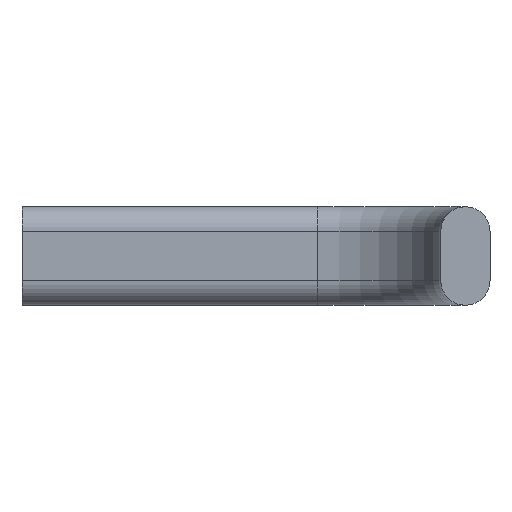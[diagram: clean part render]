
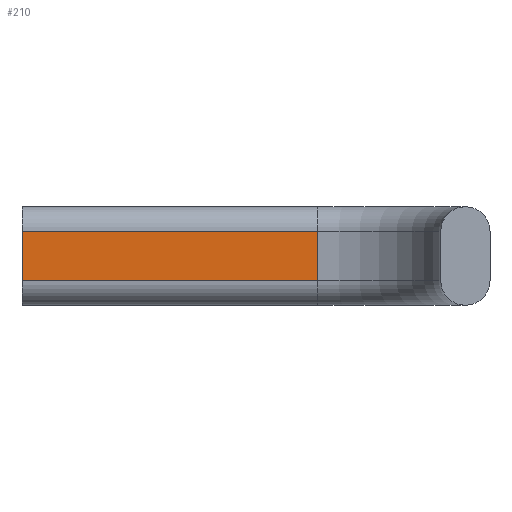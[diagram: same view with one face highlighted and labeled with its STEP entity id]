
A CAD part, front view. The second image highlights one B-rep face of the part: STEP entity #210.
In plain terms, the highlighted planar face has unit normal (0, -1, 0).
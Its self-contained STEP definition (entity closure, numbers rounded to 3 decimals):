
#32=FACE_OUTER_BOUND('',#46,.T.);
#46=EDGE_LOOP('',(#175,#176,#177,#178));
#56=LINE('',#361,#72);
#62=LINE('',#376,#78);
#64=LINE('',#383,#80);
#65=LINE('',#385,#81);
#72=VECTOR('',#293,10.);
#78=VECTOR('',#309,10.);
#80=VECTOR('',#317,10.);
#81=VECTOR('',#320,10.);
#101=VERTEX_POINT('',#351);
#103=VERTEX_POINT('',#357);
#108=VERTEX_POINT('',#375);
#110=VERTEX_POINT('',#381);
#123=EDGE_CURVE('',#101,#103,#56,.T.);
#130=EDGE_CURVE('',#103,#108,#62,.T.);
#134=EDGE_CURVE('',#101,#110,#64,.T.);
#135=EDGE_CURVE('',#108,#110,#65,.T.);
#175=ORIENTED_EDGE('',*,*,#123,.F.);
#176=ORIENTED_EDGE('',*,*,#134,.T.);
#177=ORIENTED_EDGE('',*,*,#135,.F.);
#178=ORIENTED_EDGE('',*,*,#130,.F.);
#199=PLANE('',#257);
#210=ADVANCED_FACE('',(#32),#199,.T.);
#257=AXIS2_PLACEMENT_3D('',#384,#318,#319);
#293=DIRECTION('',(-1.,0.,0.));
#309=DIRECTION('',(0.,0.,1.));
#317=DIRECTION('',(0.,0.,1.));
#318=DIRECTION('center_axis',(0.,-1.,0.));
#319=DIRECTION('ref_axis',(1.,0.,0.));
#320=DIRECTION('',(1.,0.,0.));
#351=CARTESIAN_POINT('',(0.,1.25,0.25));
#357=CARTESIAN_POINT('',(-3.,1.25,0.25));
#361=CARTESIAN_POINT('',(-1.813,1.25,0.25));
#375=CARTESIAN_POINT('',(-3.,1.25,0.75));
#376=CARTESIAN_POINT('',(-3.,1.25,0.));
#381=CARTESIAN_POINT('',(0.,1.25,0.75));
#383=CARTESIAN_POINT('',(0.,1.25,0.));
#384=CARTESIAN_POINT('Origin',(-3.,1.25,0.));
#385=CARTESIAN_POINT('',(-1.813,1.25,0.75));
